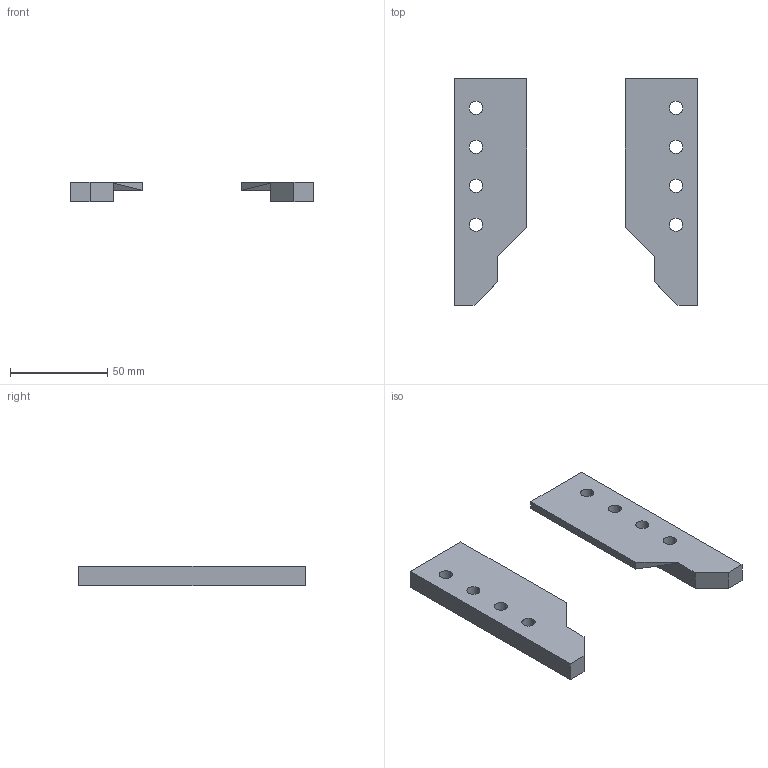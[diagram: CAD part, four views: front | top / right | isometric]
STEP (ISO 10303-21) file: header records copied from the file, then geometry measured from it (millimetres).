
FILE_DESCRIPTION (( 'STEP AP214' ), '1' );
FILE_NAME ('flappy thing.STEP', '2025-11-23T01:07:18', ( '' ), ( '' ), 'SwSTEP 2.0', 'SolidWorks 2025', '' );
FILE_SCHEMA (( 'AUTOMOTIVE_DESIGN' ));
Length unit declared in the file: millimetre
Products named in the file (3): MirrorTool insert part; flappy thing; Tool insert part
Assembly tree (2 placements, depth 2):
  flappy thing
    Tool insert part
    MirrorTool insert part
Bounding box: 124.7 x 116.32 x 10 mm (x, y, z)
Volume: 57162.4 mm3; surface area: 21655.6 mm2
Topology: 2 solids, 2 shells, 38 faces, 100 edges, 66 vertices
Faces by surface type: plane 22, cylinder 16
Entity records: 1300 total; most frequent: DIRECTION 218, CARTESIAN_POINT 209, ORIENTED_EDGE 200, EDGE_CURVE 100, AXIS2_PLACEMENT_3D 75, VECTOR 68, LINE 68, VERTEX_POINT 66
